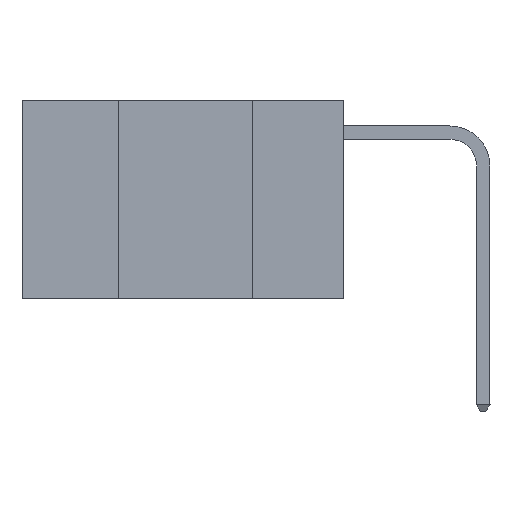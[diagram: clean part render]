
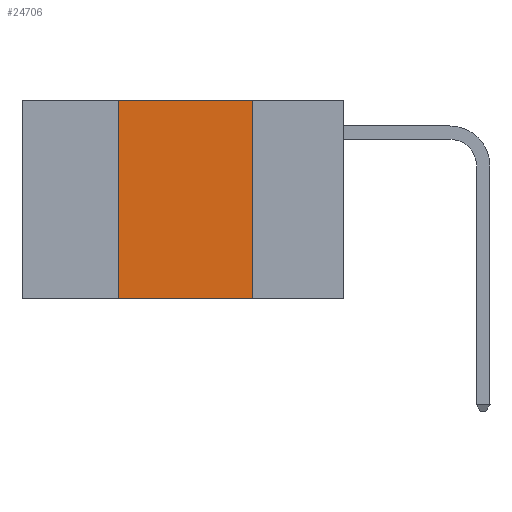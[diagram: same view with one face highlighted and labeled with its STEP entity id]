
A CAD part, left-side view. The second image highlights one B-rep face of the part: STEP entity #24706.
In plain terms, the highlighted planar face has unit normal (-1, 0, 0).
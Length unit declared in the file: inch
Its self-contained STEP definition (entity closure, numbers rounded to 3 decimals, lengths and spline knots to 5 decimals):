
#598 = CARTESIAN_POINT ( 'NONE',  ( 0., 0.6, 0. ) ) ;
#1202 = PLANE ( 'NONE',  #6456 ) ;
#1711 = VERTEX_POINT ( 'NONE', #18668 ) ;
#3425 = DIRECTION ( 'NONE',  ( 0., 0., -1. ) ) ;
#3969 = EDGE_CURVE ( 'NONE', #23956, #4381, #8807, .T. ) ;
#4381 = VERTEX_POINT ( 'NONE', #16962 ) ;
#5887 = EDGE_CURVE ( 'NONE', #12815, #23956, #6662, .T. ) ;
#6266 = LINE ( 'NONE', #8141, #22153 ) ;
#6456 = AXIS2_PLACEMENT_3D ( 'NONE', #12052, #16436, #3425 ) ;
#6662 = LINE ( 'NONE', #598, #11065 ) ;
#8141 = CARTESIAN_POINT ( 'NONE',  ( 0., 0.42, 0. ) ) ;
#8663 = ORIENTED_EDGE ( 'NONE', *, *, #12162, .T. ) ;
#8807 = LINE ( 'NONE', #20083, #20315 ) ;
#11065 = VECTOR ( 'NONE', #11559, 39.37008 ) ;
#11559 = DIRECTION ( 'NONE',  ( 0., -1., 0. ) ) ;
#12052 = CARTESIAN_POINT ( 'NONE',  ( 0., 0.6, 0. ) ) ;
#12162 = EDGE_CURVE ( 'NONE', #1711, #4381, #13320, .T. ) ;
#12202 = CARTESIAN_POINT ( 'NONE',  ( 0., 0.6, -0.37 ) ) ;
#12642 = VECTOR ( 'NONE', #14373, 39.37008 ) ;
#12815 = VERTEX_POINT ( 'NONE', #14728 ) ;
#12963 = ORIENTED_EDGE ( 'NONE', *, *, #5887, .F. ) ;
#13320 = LINE ( 'NONE', #12202, #12642 ) ;
#14365 = EDGE_LOOP ( 'NONE', ( #20064, #12963, #23192, #8663 ) ) ;
#14373 = DIRECTION ( 'NONE',  ( 0., -1., 0. ) ) ;
#14728 = CARTESIAN_POINT ( 'NONE',  ( 0., 0.42, 0. ) ) ;
#16436 = DIRECTION ( 'NONE',  ( 1., 0., 0. ) ) ;
#16962 = CARTESIAN_POINT ( 'NONE',  ( 0., 0.17, -0.37 ) ) ;
#18668 = CARTESIAN_POINT ( 'NONE',  ( 0., 0.42, -0.37 ) ) ;
#20064 = ORIENTED_EDGE ( 'NONE', *, *, #3969, .F. ) ;
#20083 = CARTESIAN_POINT ( 'NONE',  ( 0., 0.17, 0. ) ) ;
#20315 = VECTOR ( 'NONE', #22233, 39.37008 ) ;
#22153 = VECTOR ( 'NONE', #25375, 39.37008 ) ;
#22233 = DIRECTION ( 'NONE',  ( 0., 0., -1. ) ) ;
#23192 = ORIENTED_EDGE ( 'NONE', *, *, #23898, .F. ) ;
#23450 = FACE_OUTER_BOUND ( 'NONE', #14365, .T. ) ;
#23898 = EDGE_CURVE ( 'NONE', #1711, #12815, #6266, .T. ) ;
#23956 = VERTEX_POINT ( 'NONE', #27576 ) ;
#24706 = ADVANCED_FACE ( 'NONE', ( #23450 ), #1202, .F. ) ;
#25375 = DIRECTION ( 'NONE',  ( 0., 0., 1. ) ) ;
#27576 = CARTESIAN_POINT ( 'NONE',  ( 0., 0.17, 0. ) ) ;
